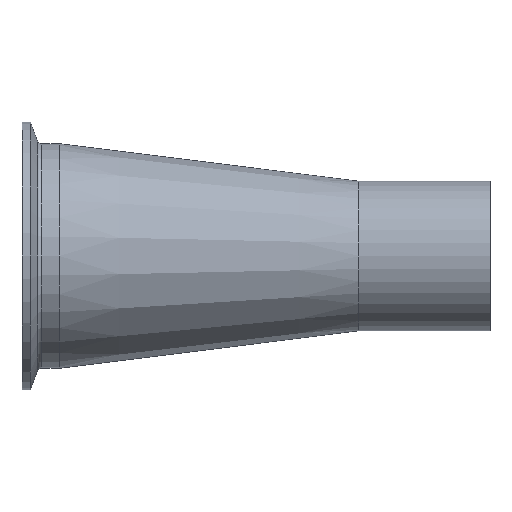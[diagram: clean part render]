
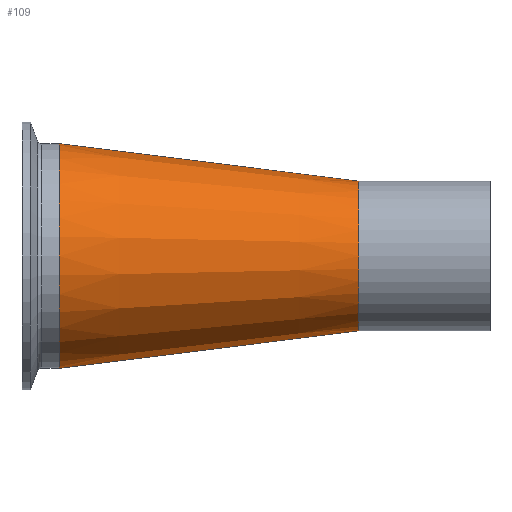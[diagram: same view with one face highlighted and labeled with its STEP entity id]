
A CAD part, left-side view. The second image highlights one B-rep face of the part: STEP entity #109.
In plain terms, the highlighted conical face has half-angle 7.125 degrees and reference radius 25.4 mm.
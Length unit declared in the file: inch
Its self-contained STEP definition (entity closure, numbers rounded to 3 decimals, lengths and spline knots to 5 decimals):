
#49 = EDGE_CURVE ( 'NONE', #212, #502, #632, .T. ) ;
#91 = DIRECTION ( 'NONE',  ( 0., 0.992, 0.124 ) ) ;
#109 = ADVANCED_FACE ( 'NONE', ( #389 ), #813, .T. ) ;
#149 = CARTESIAN_POINT ( 'NONE',  ( 0., 4., 0. ) ) ;
#193 = EDGE_CURVE ( 'NONE', #499, #941, #485, .T. ) ;
#201 = DIRECTION ( 'NONE',  ( 0., 0., -1. ) ) ;
#212 = VERTEX_POINT ( 'NONE', #570 ) ;
#249 = CARTESIAN_POINT ( 'NONE',  ( 0., 0., -1. ) ) ;
#265 = CARTESIAN_POINT ( 'NONE',  ( 0., 4., 1.5 ) ) ;
#328 = AXIS2_PLACEMENT_3D ( 'NONE', #812, #801, #396 ) ;
#388 = DIRECTION ( 'NONE',  ( 0., 0.992, -0.124 ) ) ;
#389 = FACE_OUTER_BOUND ( 'NONE', #615, .T. ) ;
#396 = DIRECTION ( 'NONE',  ( 0., 0., 1. ) ) ;
#415 = CARTESIAN_POINT ( 'NONE',  ( 0., 4., -1.5 ) ) ;
#421 = EDGE_CURVE ( 'NONE', #502, #499, #578, .T. ) ;
#428 = VECTOR ( 'NONE', #388, 39.37008 ) ;
#485 = CIRCLE ( 'NONE', #533, 1.5 ) ;
#499 = VERTEX_POINT ( 'NONE', #415 ) ;
#502 = VERTEX_POINT ( 'NONE', #249 ) ;
#533 = AXIS2_PLACEMENT_3D ( 'NONE', #149, #902, #1071 ) ;
#569 = CARTESIAN_POINT ( 'NONE',  ( 0., 0., -1. ) ) ;
#570 = CARTESIAN_POINT ( 'NONE',  ( 0., 0., 1. ) ) ;
#578 = LINE ( 'NONE', #569, #428 ) ;
#588 = LINE ( 'NONE', #1004, #1005 ) ;
#615 = EDGE_LOOP ( 'NONE', ( #1058, #670, #719, #1047 ) ) ;
#619 = CARTESIAN_POINT ( 'NONE',  ( 0., 0., 0. ) ) ;
#632 = CIRCLE ( 'NONE', #1063, 1. ) ;
#670 = ORIENTED_EDGE ( 'NONE', *, *, #49, .F. ) ;
#719 = ORIENTED_EDGE ( 'NONE', *, *, #913, .T. ) ;
#795 = DIRECTION ( 'NONE',  ( 0., -1., 0. ) ) ;
#801 = DIRECTION ( 'NONE',  ( 0., 1., 0. ) ) ;
#812 = CARTESIAN_POINT ( 'NONE',  ( 0., 0., 0. ) ) ;
#813 = CONICAL_SURFACE ( 'NONE', #328, 1., 0.124 ) ;
#902 = DIRECTION ( 'NONE',  ( 0., 1., 0. ) ) ;
#913 = EDGE_CURVE ( 'NONE', #212, #941, #588, .T. ) ;
#941 = VERTEX_POINT ( 'NONE', #265 ) ;
#1004 = CARTESIAN_POINT ( 'NONE',  ( 0., 0., 1. ) ) ;
#1005 = VECTOR ( 'NONE', #91, 39.37008 ) ;
#1047 = ORIENTED_EDGE ( 'NONE', *, *, #193, .F. ) ;
#1058 = ORIENTED_EDGE ( 'NONE', *, *, #421, .F. ) ;
#1063 = AXIS2_PLACEMENT_3D ( 'NONE', #619, #795, #201 ) ;
#1071 = DIRECTION ( 'NONE',  ( 0., 0., 1. ) ) ;
